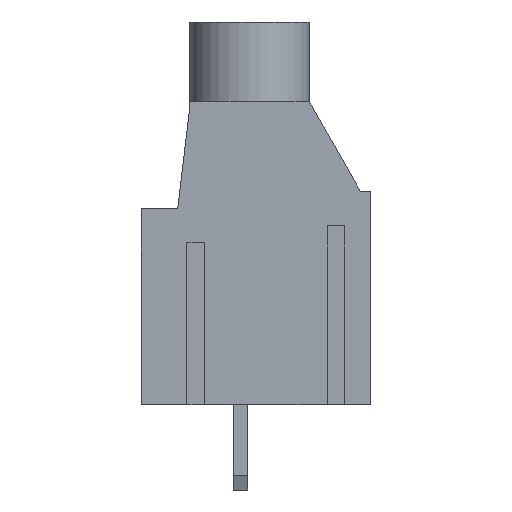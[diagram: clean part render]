
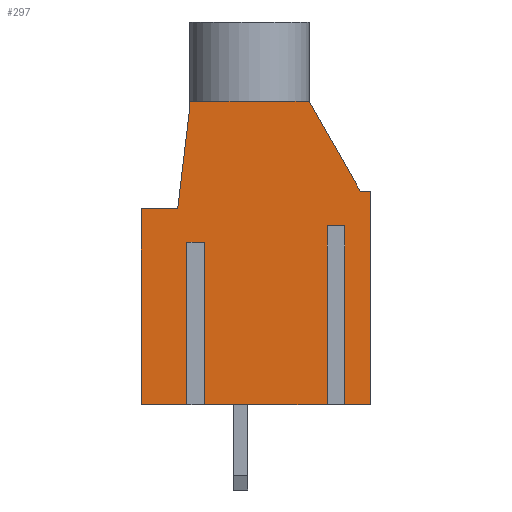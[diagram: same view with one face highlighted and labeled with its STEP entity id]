
A CAD part, left-side view. The second image highlights one B-rep face of the part: STEP entity #297.
In plain terms, the highlighted planar face has unit normal (-1, 0, 0).
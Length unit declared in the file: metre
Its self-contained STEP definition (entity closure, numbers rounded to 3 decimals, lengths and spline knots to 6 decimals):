
#297=ADVANCED_FACE('2:95882',(#610),#611,.F.);
#610=FACE_OUTER_BOUND('',#1018,.T.);
#611=PLANE('',#1019);
#1018=EDGE_LOOP('',(#2005,#2006,#2007,#2008,#2009,#2010,#2011,#2012,#2013,#2014,#2015,#2016,#2017,#2018,#2019,#2020,#2021,#2022));
#1019=AXIS2_PLACEMENT_3D('',#2023,#2024,#2025);
#2005=ORIENTED_EDGE('',*,*,#2991,.T.);
#2006=ORIENTED_EDGE('',*,*,#2992,.T.);
#2007=ORIENTED_EDGE('',*,*,#2993,.T.);
#2008=ORIENTED_EDGE('',*,*,#2974,.F.);
#2009=ORIENTED_EDGE('',*,*,#2972,.T.);
#2010=ORIENTED_EDGE('',*,*,#2937,.T.);
#2011=ORIENTED_EDGE('',*,*,#2935,.T.);
#2012=ORIENTED_EDGE('',*,*,#2934,.F.);
#2013=ORIENTED_EDGE('',*,*,#2928,.F.);
#2014=ORIENTED_EDGE('',*,*,#2994,.F.);
#2015=ORIENTED_EDGE('',*,*,#2995,.F.);
#2016=ORIENTED_EDGE('',*,*,#2942,.F.);
#2017=ORIENTED_EDGE('',*,*,#2940,.F.);
#2018=ORIENTED_EDGE('',*,*,#2982,.F.);
#2019=ORIENTED_EDGE('',*,*,#2987,.T.);
#2020=ORIENTED_EDGE('',*,*,#2983,.T.);
#2021=ORIENTED_EDGE('',*,*,#2990,.T.);
#2022=ORIENTED_EDGE('',*,*,#2978,.F.);
#2023=CARTESIAN_POINT('',(-0.0127,-0.04045,0.014));
#2024=DIRECTION('',(1.0,0.,0.));
#2025=DIRECTION('',(0.,1.0,0.));
#2928=EDGE_CURVE('2:96170',#3533,#3534,#3535,.F.);
#2934=EDGE_CURVE('2:96167',#3534,#3539,#3542,.T.);
#2935=EDGE_CURVE('2:96164',#3543,#3539,#3544,.F.);
#2937=EDGE_CURVE('2:96161',#3546,#3543,#3547,.F.);
#2940=EDGE_CURVE('2:96182',#3549,#3551,#3552,.T.);
#2942=EDGE_CURVE('2:96179',#3551,#3554,#3555,.T.);
#2972=EDGE_CURVE('2:96158',#3601,#3546,#3602,.F.);
#2974=EDGE_CURVE('2:96155',#3601,#3604,#3605,.T.);
#2978=EDGE_CURVE('2:96197',#3610,#3612,#3613,.T.);
#2982=EDGE_CURVE('2:96185',#3618,#3549,#3620,.T.);
#2983=EDGE_CURVE('2:96191',#3621,#3622,#3623,.T.);
#2987=EDGE_CURVE('2:96188',#3618,#3621,#3629,.T.);
#2990=EDGE_CURVE('2:96194',#3622,#3612,#3632,.T.);
#2991=EDGE_CURVE('2:96146',#3610,#3633,#3634,.T.);
#2992=EDGE_CURVE('2:96152',#3633,#3635,#3636,.T.);
#2993=EDGE_CURVE('2:96131',#3635,#3604,#3637,.T.);
#2994=EDGE_CURVE('2:96173',#3638,#3533,#3639,.F.);
#2995=EDGE_CURVE('2:96176',#3554,#3638,#3640,.T.);
#3533=VERTEX_POINT('',#4459);
#3534=VERTEX_POINT('',#4460);
#3535=LINE('',#4461,#4462);
#3539=VERTEX_POINT('',#4468);
#3542=LINE('',#4472,#4473);
#3543=VERTEX_POINT('',#4474);
#3544=LINE('',#4475,#4476);
#3546=VERTEX_POINT('',#4479);
#3547=LINE('',#4480,#4481);
#3549=VERTEX_POINT('',#4484);
#3551=VERTEX_POINT('',#4487);
#3552=LINE('',#4488,#4489);
#3554=VERTEX_POINT('',#4492);
#3555=LINE('',#4493,#4494);
#3601=VERTEX_POINT('',#4569);
#3602=LINE('',#4570,#4571);
#3604=VERTEX_POINT('',#4574);
#3605=LINE('',#4575,#4576);
#3610=VERTEX_POINT('',#4583);
#3612=VERTEX_POINT('',#4586);
#3613=LINE('',#4587,#4588);
#3618=VERTEX_POINT('',#4595);
#3620=LINE('',#4598,#4599);
#3621=VERTEX_POINT('',#4600);
#3622=VERTEX_POINT('',#4601);
#3623=LINE('',#4602,#4603);
#3629=LINE('',#4612,#4613);
#3632=LINE('',#4618,#4619);
#3633=VERTEX_POINT('',#4620);
#3634=LINE('',#4621,#4622);
#3635=VERTEX_POINT('',#4623);
#3636=LINE('',#4624,#4625);
#3637=LINE('',#4626,#4627);
#3638=VERTEX_POINT('',#4628);
#3639=LINE('',#4629,#4630);
#3640=LINE('',#4631,#4632);
#4459=CARTESIAN_POINT('',(-0.0127,0.002893,0.01705));
#4460=CARTESIAN_POINT('',(-0.0127,-0.000473,0.01705));
#4461=CARTESIAN_POINT('',(-0.0127,-0.020462,0.01705));
#4462=VECTOR('',#5380,1.0);
#4468=CARTESIAN_POINT('',(-0.0127,-0.00384,0.01705));
#4472=CARTESIAN_POINT('',(-0.0127,-0.020462,0.01705));
#4473=VECTOR('',#5390,1.0);
#4474=CARTESIAN_POINT('',(-0.0127,-0.006708,0.012));
#4475=CARTESIAN_POINT('',(-0.0127,-0.009676,0.006774));
#4476=VECTOR('',#5391,1.0);
#4479=CARTESIAN_POINT('',(-0.0127,-0.0073,0.012));
#4480=CARTESIAN_POINT('',(-0.0127,-0.023727,0.012));
#4481=VECTOR('',#5393,1.0);
#4484=CARTESIAN_POINT('',(-0.0127,0.0056,0.));
#4487=CARTESIAN_POINT('',(-0.0127,0.0056,0.011));
#4488=CARTESIAN_POINT('',(-0.0127,0.0056,0.00975));
#4489=VECTOR('',#5396,1.0);
#4492=CARTESIAN_POINT('',(-0.0127,0.00355,0.011));
#4493=CARTESIAN_POINT('',(-0.0127,-0.017938,0.011));
#4494=VECTOR('',#5398,1.0);
#4569=CARTESIAN_POINT('',(-0.0127,-0.0073,0.));
#4570=CARTESIAN_POINT('',(-0.0127,-0.0073,0.01));
#4571=VECTOR('',#5428,1.0);
#4574=CARTESIAN_POINT('',(-0.0127,-0.005515,0.));
#4575=CARTESIAN_POINT('',(-0.0127,-0.02065,0.));
#4576=VECTOR('',#5430,1.0);
#4583=CARTESIAN_POINT('',(-0.0127,-0.005185,0.));
#4586=CARTESIAN_POINT('',(-0.0127,0.002375,0.));
#4587=CARTESIAN_POINT('',(-0.0127,-0.02065,0.));
#4588=VECTOR('',#5434,1.0);
#4595=CARTESIAN_POINT('',(-0.0127,0.002705,0.));
#4598=CARTESIAN_POINT('',(-0.0127,-0.02065,0.));
#4599=VECTOR('',#5438,1.0);
#4600=CARTESIAN_POINT('',(-0.0127,0.002705,0.00913));
#4601=CARTESIAN_POINT('',(-0.0127,0.002375,0.00913));
#4602=CARTESIAN_POINT('',(-0.0127,-0.02065,0.00913));
#4603=VECTOR('',#5439,1.0);
#4612=CARTESIAN_POINT('',(-0.0127,0.002705,0.007));
#4613=VECTOR('',#5443,1.0);
#4618=CARTESIAN_POINT('',(-0.0127,0.002375,0.007));
#4619=VECTOR('',#5446,1.0);
#4620=CARTESIAN_POINT('',(-0.0127,-0.005185,0.01004));
#4621=CARTESIAN_POINT('',(-0.0127,-0.005185,0.007));
#4622=VECTOR('',#5447,1.0);
#4623=CARTESIAN_POINT('',(-0.0127,-0.005515,0.01004));
#4624=CARTESIAN_POINT('',(-0.0127,-0.02065,0.01004));
#4625=VECTOR('',#5448,1.0);
#4626=CARTESIAN_POINT('',(-0.0127,-0.005515,0.007));
#4627=VECTOR('',#5449,1.0);
#4628=CARTESIAN_POINT('',(-0.0127,0.002893,0.016508));
#4629=CARTESIAN_POINT('',(-0.0127,0.002893,0.016502));
#4630=VECTOR('',#5450,1.0);
#4631=CARTESIAN_POINT('',(-0.0127,0.002901,0.016444));
#4632=VECTOR('',#5451,1.0);
#5380=DIRECTION('',(0.,1.0,0.));
#5390=DIRECTION('',(0.,-1.0,0.));
#5391=DIRECTION('',(0.,-0.494,-0.87));
#5393=DIRECTION('',(0.,-1.0,0.));
#5396=DIRECTION('',(0.,0.,1.0));
#5398=DIRECTION('',(0.,-1.0,0.));
#5428=DIRECTION('',(0.,0.,-1.0));
#5430=DIRECTION('',(0.,1.0,0.));
#5434=DIRECTION('',(0.,1.0,0.));
#5438=DIRECTION('',(0.,1.0,0.));
#5439=DIRECTION('',(0.,-1.0,0.));
#5443=DIRECTION('',(0.,0.,1.0));
#5446=DIRECTION('',(0.,0.,-1.0));
#5447=DIRECTION('',(0.,0.,1.0));
#5448=DIRECTION('',(0.,-1.0,0.));
#5449=DIRECTION('',(0.,0.,-1.0));
#5450=DIRECTION('',(0.,0.,-1.0));
#5451=DIRECTION('',(0.,-0.118,0.993));
